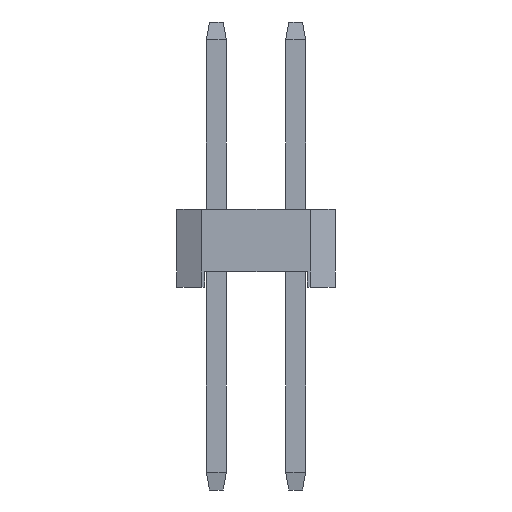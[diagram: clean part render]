
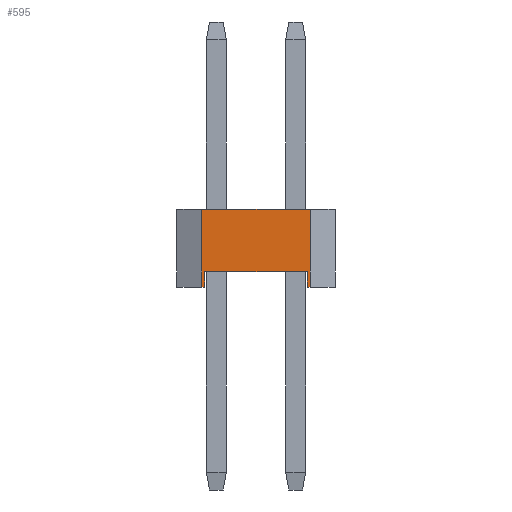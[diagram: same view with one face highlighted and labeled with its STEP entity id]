
A CAD part, left-side view. The second image highlights one B-rep face of the part: STEP entity #595.
In plain terms, the highlighted planar face has unit normal (-1, 0, 0).
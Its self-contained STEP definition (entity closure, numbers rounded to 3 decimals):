
#18 = CARTESIAN_POINT ( 'NONE',  ( -8.89, -2.54, 0. ) ) ;
#31 = CARTESIAN_POINT ( 'NONE',  ( -8.89, 1.65, 0.5 ) ) ;
#64 = VECTOR ( 'NONE', #584, 1000. ) ;
#164 = DIRECTION ( 'NONE',  ( 0., 1., 0. ) ) ;
#255 = CARTESIAN_POINT ( 'NONE',  ( -8.89, -1.74, 2.5 ) ) ;
#277 = VECTOR ( 'NONE', #1367, 1000. ) ;
#426 = CARTESIAN_POINT ( 'NONE',  ( -8.89, 1.74, 2.5 ) ) ;
#542 = CARTESIAN_POINT ( 'NONE',  ( -8.89, 1.65, 0.5 ) ) ;
#584 = DIRECTION ( 'NONE',  ( 0., -1., 0. ) ) ;
#595 = ADVANCED_FACE ( 'NONE', ( #4131 ), #3607, .F. ) ;
#600 = EDGE_CURVE ( 'NONE', #4108, #767, #5980, .T. ) ;
#620 = VECTOR ( 'NONE', #2393, 1000. ) ;
#688 = ORIENTED_EDGE ( 'NONE', *, *, #4524, .T. ) ;
#767 = VERTEX_POINT ( 'NONE', #2012 ) ;
#853 = LINE ( 'NONE', #426, #277 ) ;
#889 = VERTEX_POINT ( 'NONE', #4584 ) ;
#1026 = VERTEX_POINT ( 'NONE', #31 ) ;
#1111 = CARTESIAN_POINT ( 'NONE',  ( -8.89, -1.65, 0. ) ) ;
#1367 = DIRECTION ( 'NONE',  ( 0., 0., -1. ) ) ;
#1386 = CARTESIAN_POINT ( 'NONE',  ( -8.89, -2.54, 2.5 ) ) ;
#1505 = LINE ( 'NONE', #542, #2281 ) ;
#1510 = CARTESIAN_POINT ( 'NONE',  ( -8.89, -1.65, 0.5 ) ) ;
#1846 = DIRECTION ( 'NONE',  ( 1., 0., 0. ) ) ;
#1919 = DIRECTION ( 'NONE',  ( 0., -1., 0. ) ) ;
#2003 = LINE ( 'NONE', #3884, #4513 ) ;
#2012 = CARTESIAN_POINT ( 'NONE',  ( -8.89, 1.65, 0. ) ) ;
#2024 = EDGE_CURVE ( 'NONE', #4903, #3833, #3745, .T. ) ;
#2104 = AXIS2_PLACEMENT_3D ( 'NONE', #1386, #1846, #4097 ) ;
#2184 = VERTEX_POINT ( 'NONE', #1111 ) ;
#2281 = VECTOR ( 'NONE', #164, 1000. ) ;
#2336 = CARTESIAN_POINT ( 'NONE',  ( -8.89, -1.65, 0. ) ) ;
#2352 = ORIENTED_EDGE ( 'NONE', *, *, #3329, .T. ) ;
#2368 = CARTESIAN_POINT ( 'NONE',  ( -8.89, -2.54, 2.5 ) ) ;
#2393 = DIRECTION ( 'NONE',  ( 0., 0., 1. ) ) ;
#2487 = DIRECTION ( 'NONE',  ( 0., 0., 1. ) ) ;
#2756 = VECTOR ( 'NONE', #3639, 1000. ) ;
#2811 = CARTESIAN_POINT ( 'NONE',  ( -8.89, 1.65, 0. ) ) ;
#2827 = CARTESIAN_POINT ( 'NONE',  ( -8.89, 1.74, 2.5 ) ) ;
#2844 = EDGE_CURVE ( 'NONE', #1026, #767, #5214, .T. ) ;
#3116 = EDGE_CURVE ( 'NONE', #4903, #4108, #853, .T. ) ;
#3153 = VERTEX_POINT ( 'NONE', #1510 ) ;
#3162 = LINE ( 'NONE', #5506, #2756 ) ;
#3324 = DIRECTION ( 'NONE',  ( 0., 0., -1. ) ) ;
#3329 = EDGE_CURVE ( 'NONE', #889, #3833, #2003, .T. ) ;
#3607 = PLANE ( 'NONE',  #2104 ) ;
#3639 = DIRECTION ( 'NONE',  ( 0., -1., 0. ) ) ;
#3702 = ORIENTED_EDGE ( 'NONE', *, *, #4898, .F. ) ;
#3745 = LINE ( 'NONE', #2368, #5800 ) ;
#3833 = VERTEX_POINT ( 'NONE', #255 ) ;
#3848 = CARTESIAN_POINT ( 'NONE',  ( -8.89, 1.74, 0. ) ) ;
#3884 = CARTESIAN_POINT ( 'NONE',  ( -8.89, -1.74, -6. ) ) ;
#4097 = DIRECTION ( 'NONE',  ( 0., 0., -1. ) ) ;
#4108 = VERTEX_POINT ( 'NONE', #3848 ) ;
#4131 = FACE_OUTER_BOUND ( 'NONE', #5798, .T. ) ;
#4220 = EDGE_CURVE ( 'NONE', #3153, #1026, #1505, .T. ) ;
#4496 = ORIENTED_EDGE ( 'NONE', *, *, #3116, .T. ) ;
#4513 = VECTOR ( 'NONE', #2487, 1000. ) ;
#4524 = EDGE_CURVE ( 'NONE', #2184, #889, #3162, .T. ) ;
#4559 = VECTOR ( 'NONE', #3324, 1000. ) ;
#4584 = CARTESIAN_POINT ( 'NONE',  ( -8.89, -1.74, 0. ) ) ;
#4723 = LINE ( 'NONE', #2336, #620 ) ;
#4898 = EDGE_CURVE ( 'NONE', #2184, #3153, #4723, .T. ) ;
#4903 = VERTEX_POINT ( 'NONE', #2827 ) ;
#5139 = ORIENTED_EDGE ( 'NONE', *, *, #2024, .F. ) ;
#5214 = LINE ( 'NONE', #2811, #4559 ) ;
#5269 = ORIENTED_EDGE ( 'NONE', *, *, #2844, .F. ) ;
#5403 = ORIENTED_EDGE ( 'NONE', *, *, #4220, .F. ) ;
#5506 = CARTESIAN_POINT ( 'NONE',  ( -8.89, -2.54, 0. ) ) ;
#5765 = ORIENTED_EDGE ( 'NONE', *, *, #600, .T. ) ;
#5798 = EDGE_LOOP ( 'NONE', ( #5765, #5269, #5403, #3702, #688, #2352, #5139, #4496 ) ) ;
#5800 = VECTOR ( 'NONE', #1919, 1000. ) ;
#5980 = LINE ( 'NONE', #18, #64 ) ;
